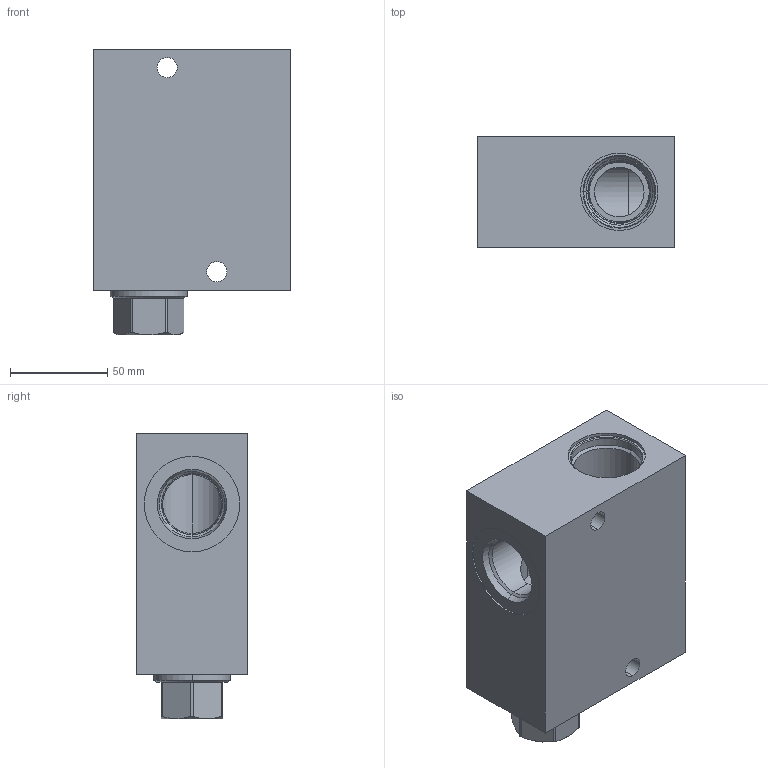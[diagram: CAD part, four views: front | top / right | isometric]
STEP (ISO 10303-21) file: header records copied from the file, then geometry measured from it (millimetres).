
FILE_DESCRIPTION((''),'2;1');
FILE_NAME('INM_ASM','2019-08-01T',('ProEService'),(''),'PRO/ENGINEER BY PARAMETRIC TECHNOLOGY CORPORATION, 2014200','PRO/ENGINEER BY PARAMETRIC TECHNOLOGY CORPORATION, 2014200','');
FILE_SCHEMA(('CONFIG_CONTROL_DESIGN'));
Length unit declared in the file: inch
Products named in the file (3): 150-758-005; CXHAXAN; INM_ASM
Assembly tree (2 placements, depth 2):
  INM_ASM
    150-758-005
    CXHAXAN
Bounding box: 101.6 x 57.15 x 146.86 mm (x, y, z)
Volume: 556996.9 mm3; surface area: 95465.1 mm2
Topology: 4 solids, 4 shells, 230 faces, 730 edges, 598 vertices
Faces by surface type: cylinder 108, cone 54, plane 41, torus 19, revolution 8
Entity records: 9644 total; most frequent: CARTESIAN_POINT 3217, DIRECTION 1366, ORIENTED_EDGE 1066, EDGE_CURVE 533, AXIS2_PLACEMENT_3D 487, VECTOR 384, LINE 384, VERTEX_POINT 322
